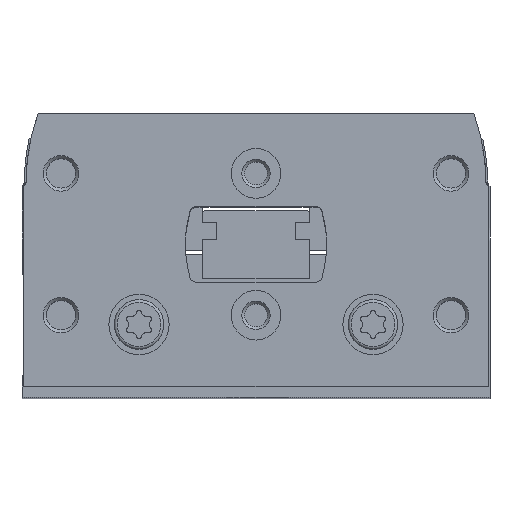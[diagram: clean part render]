
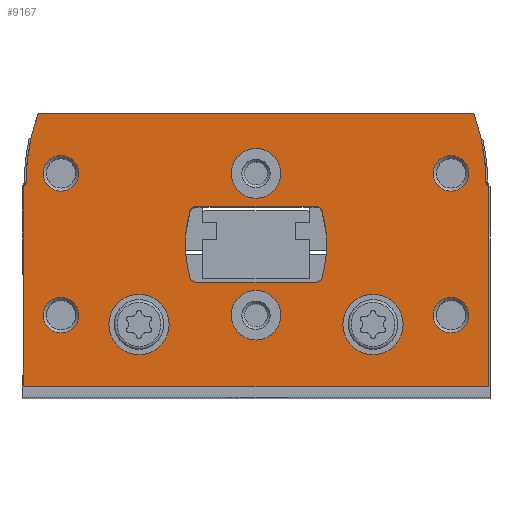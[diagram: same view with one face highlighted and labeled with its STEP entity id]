
A CAD part, top view. The second image highlights one B-rep face of the part: STEP entity #9167.
In plain terms, the highlighted planar face has unit normal (0, 0, 1).
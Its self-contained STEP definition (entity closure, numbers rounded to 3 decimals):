
#429=LINE('',#14293,#947);
#434=LINE('',#14303,#952);
#452=LINE('',#14349,#970);
#458=LINE('',#14361,#976);
#472=LINE('',#14434,#990);
#474=LINE('',#14437,#992);
#475=LINE('',#14469,#993);
#476=LINE('',#14489,#994);
#947=VECTOR('',#11695,1000.);
#952=VECTOR('',#11702,1000.);
#970=VECTOR('',#11738,1000.);
#976=VECTOR('',#11748,1000.);
#990=VECTOR('',#11804,1000.);
#992=VECTOR('',#11808,1000.);
#993=VECTOR('',#11841,1000.);
#994=VECTOR('',#11862,1000.);
#1266=PLANE('',#9964);
#2467=ORIENTED_EDGE('',*,*,#4114,.F.);
#2468=ORIENTED_EDGE('',*,*,#4115,.F.);
#2469=ORIENTED_EDGE('',*,*,#4116,.T.);
#2470=ORIENTED_EDGE('',*,*,#4117,.T.);
#2471=ORIENTED_EDGE('',*,*,#4118,.T.);
#2472=ORIENTED_EDGE('',*,*,#4119,.T.);
#2473=ORIENTED_EDGE('',*,*,#4120,.T.);
#2474=ORIENTED_EDGE('',*,*,#4121,.T.);
#2475=ORIENTED_EDGE('',*,*,#4076,.F.);
#2476=ORIENTED_EDGE('',*,*,#4095,.F.);
#2477=ORIENTED_EDGE('',*,*,#4088,.F.);
#2478=ORIENTED_EDGE('',*,*,#4085,.F.);
#2479=ORIENTED_EDGE('',*,*,#4122,.F.);
#2480=ORIENTED_EDGE('',*,*,#4123,.F.);
#2481=ORIENTED_EDGE('',*,*,#4124,.F.);
#2482=ORIENTED_EDGE('',*,*,#4079,.F.);
#2483=ORIENTED_EDGE('',*,*,#4063,.T.);
#2484=ORIENTED_EDGE('',*,*,#4057,.T.);
#2485=ORIENTED_EDGE('',*,*,#4097,.T.);
#2486=ORIENTED_EDGE('',*,*,#4028,.T.);
#2487=ORIENTED_EDGE('',*,*,#4033,.T.);
#2488=ORIENTED_EDGE('',*,*,#4037,.T.);
#2489=ORIENTED_EDGE('',*,*,#4113,.T.);
#2490=ORIENTED_EDGE('',*,*,#4069,.T.);
#4028=EDGE_CURVE('',#4954,#4953,#429,.T.);
#4033=EDGE_CURVE('',#4953,#4957,#434,.T.);
#4037=EDGE_CURVE('',#4957,#4959,#5542,.T.);
#4057=EDGE_CURVE('',#4974,#4976,#452,.T.);
#4063=EDGE_CURVE('',#4980,#4974,#458,.T.);
#4069=EDGE_CURVE('',#4985,#4980,#5548,.T.);
#4076=EDGE_CURVE('',#4989,#4990,#5551,.T.);
#4079=EDGE_CURVE('',#4990,#4991,#5552,.T.);
#4085=EDGE_CURVE('',#4995,#4996,#5555,.T.);
#4088=EDGE_CURVE('',#4996,#4998,#5556,.T.);
#4095=EDGE_CURVE('',#4998,#4989,#472,.T.);
#4097=EDGE_CURVE('',#4976,#4954,#474,.T.);
#4113=EDGE_CURVE('',#4959,#4985,#475,.T.);
#4114=EDGE_CURVE('',#5018,#5018,#5576,.T.);
#4115=EDGE_CURVE('',#5019,#5019,#5577,.T.);
#4116=EDGE_CURVE('',#5020,#5020,#5578,.T.);
#4117=EDGE_CURVE('',#5021,#5021,#5579,.T.);
#4118=EDGE_CURVE('',#5022,#5022,#5580,.T.);
#4119=EDGE_CURVE('',#5023,#5023,#5581,.T.);
#4120=EDGE_CURVE('',#5024,#5024,#5582,.T.);
#4121=EDGE_CURVE('',#5025,#5025,#5583,.T.);
#4122=EDGE_CURVE('',#5026,#4995,#5584,.T.);
#4123=EDGE_CURVE('',#5027,#5026,#476,.T.);
#4124=EDGE_CURVE('',#4991,#5027,#5585,.T.);
#4953=VERTEX_POINT('',#14292);
#4954=VERTEX_POINT('',#14294);
#4957=VERTEX_POINT('',#14302);
#4959=VERTEX_POINT('',#14309);
#4974=VERTEX_POINT('',#14343);
#4976=VERTEX_POINT('',#14348);
#4980=VERTEX_POINT('',#14359);
#4985=VERTEX_POINT('',#14374);
#4989=VERTEX_POINT('',#14388);
#4990=VERTEX_POINT('',#14390);
#4991=VERTEX_POINT('',#14398);
#4995=VERTEX_POINT('',#14411);
#4996=VERTEX_POINT('',#14413);
#4998=VERTEX_POINT('',#14422);
#5018=VERTEX_POINT('',#14472);
#5019=VERTEX_POINT('',#14474);
#5020=VERTEX_POINT('',#14476);
#5021=VERTEX_POINT('',#14478);
#5022=VERTEX_POINT('',#14480);
#5023=VERTEX_POINT('',#14482);
#5024=VERTEX_POINT('',#14484);
#5025=VERTEX_POINT('',#14486);
#5026=VERTEX_POINT('',#14488);
#5027=VERTEX_POINT('',#14490);
#5542=CIRCLE('',#9917,30.);
#5548=CIRCLE('',#9929,30.);
#5551=CIRCLE('',#9933,1.);
#5552=CIRCLE('',#9935,16.);
#5555=CIRCLE('',#9939,16.);
#5556=CIRCLE('',#9941,1.);
#5576=CIRCLE('',#9965,4.25);
#5577=CIRCLE('',#9966,4.25);
#5578=CIRCLE('',#9967,3.5);
#5579=CIRCLE('',#9968,3.5);
#5580=CIRCLE('',#9969,2.5);
#5581=CIRCLE('',#9970,2.5);
#5582=CIRCLE('',#9971,2.5);
#5583=CIRCLE('',#9972,2.5);
#5584=CIRCLE('',#9973,1.);
#5585=CIRCLE('',#9974,1.);
#6159=EDGE_LOOP('',(#2467));
#6160=EDGE_LOOP('',(#2468));
#6161=EDGE_LOOP('',(#2469));
#6162=EDGE_LOOP('',(#2470));
#6163=EDGE_LOOP('',(#2471));
#6164=EDGE_LOOP('',(#2472));
#6165=EDGE_LOOP('',(#2473));
#6166=EDGE_LOOP('',(#2474));
#6167=EDGE_LOOP('',(#2475,#2476,#2477,#2478,#2479,#2480,#2481,#2482));
#6168=EDGE_LOOP('',(#2483,#2484,#2485,#2486,#2487,#2488,#2489,#2490));
#6911=FACE_BOUND('',#6159,.T.);
#6912=FACE_BOUND('',#6160,.T.);
#6913=FACE_BOUND('',#6161,.T.);
#6914=FACE_BOUND('',#6162,.T.);
#6915=FACE_BOUND('',#6163,.T.);
#6916=FACE_BOUND('',#6164,.T.);
#6917=FACE_BOUND('',#6165,.T.);
#6918=FACE_BOUND('',#6166,.T.);
#6919=FACE_BOUND('',#6167,.T.);
#6920=FACE_BOUND('',#6168,.T.);
#9167=ADVANCED_FACE('',(#6911,#6912,#6913,#6914,#6915,#6916,#6917,#6918,
#6919,#6920),#1266,.T.);
#9917=AXIS2_PLACEMENT_3D('',#14310,#11709,#11710);
#9929=AXIS2_PLACEMENT_3D('',#14373,#11759,#11760);
#9933=AXIS2_PLACEMENT_3D('',#14389,#11770,#11771);
#9935=AXIS2_PLACEMENT_3D('',#14397,#11775,#11776);
#9939=AXIS2_PLACEMENT_3D('',#14412,#11785,#11786);
#9941=AXIS2_PLACEMENT_3D('',#14421,#11790,#11791);
#9964=AXIS2_PLACEMENT_3D('',#14470,#11842,#11843);
#9965=AXIS2_PLACEMENT_3D('',#14471,#11844,#11845);
#9966=AXIS2_PLACEMENT_3D('',#14473,#11846,#11847);
#9967=AXIS2_PLACEMENT_3D('',#14475,#11848,#11849);
#9968=AXIS2_PLACEMENT_3D('',#14477,#11850,#11851);
#9969=AXIS2_PLACEMENT_3D('',#14479,#11852,#11853);
#9970=AXIS2_PLACEMENT_3D('',#14481,#11854,#11855);
#9971=AXIS2_PLACEMENT_3D('',#14483,#11856,#11857);
#9972=AXIS2_PLACEMENT_3D('',#14485,#11858,#11859);
#9973=AXIS2_PLACEMENT_3D('',#14487,#11860,#11861);
#9974=AXIS2_PLACEMENT_3D('',#14491,#11863,#11864);
#11695=DIRECTION('',(0.,1.,0.));
#11702=DIRECTION('',(-0.866,0.5,0.));
#11709=DIRECTION('',(0.,0.,1.));
#11710=DIRECTION('',(1.,0.,0.));
#11738=DIRECTION('',(0.,-1.,0.));
#11748=DIRECTION('',(-0.866,-0.5,0.));
#11759=DIRECTION('',(0.,0.,1.));
#11760=DIRECTION('',(1.,0.,0.));
#11770=DIRECTION('',(0.,0.,1.));
#11771=DIRECTION('',(1.,0.,0.));
#11775=DIRECTION('',(0.,0.,1.));
#11776=DIRECTION('',(1.,0.,0.));
#11785=DIRECTION('',(0.,0.,1.));
#11786=DIRECTION('',(1.,0.,0.));
#11790=DIRECTION('',(0.,0.,1.));
#11791=DIRECTION('',(1.,0.,0.));
#11804=DIRECTION('',(-1.,0.,0.));
#11808=DIRECTION('',(1.,0.,0.));
#11841=DIRECTION('',(-1.,0.,0.));
#11842=DIRECTION('',(0.,0.,1.));
#11843=DIRECTION('',(1.,0.,0.));
#11844=DIRECTION('',(0.,0.,1.));
#11845=DIRECTION('',(1.,0.,0.));
#11846=DIRECTION('',(0.,0.,1.));
#11847=DIRECTION('',(1.,0.,0.));
#11848=DIRECTION('',(0.,0.,-1.));
#11849=DIRECTION('',(-1.,0.,0.));
#11850=DIRECTION('',(0.,0.,-1.));
#11851=DIRECTION('',(-1.,0.,0.));
#11852=DIRECTION('',(0.,0.,-1.));
#11853=DIRECTION('',(-1.,0.,0.));
#11854=DIRECTION('',(0.,0.,-1.));
#11855=DIRECTION('',(-1.,0.,0.));
#11856=DIRECTION('',(0.,0.,-1.));
#11857=DIRECTION('',(-1.,0.,0.));
#11858=DIRECTION('',(0.,0.,-1.));
#11859=DIRECTION('',(-1.,0.,0.));
#11860=DIRECTION('',(0.,0.,1.));
#11861=DIRECTION('',(1.,0.,0.));
#11862=DIRECTION('',(1.,0.,0.));
#11863=DIRECTION('',(0.,0.,1.));
#11864=DIRECTION('',(1.,0.,0.));
#14292=CARTESIAN_POINT('',(32.75,28.327,0.));
#14293=CARTESIAN_POINT('',(32.75,0.,0.));
#14294=CARTESIAN_POINT('',(32.75,0.,0.));
#14302=CARTESIAN_POINT('',(32.45,28.5,0.));
#14303=CARTESIAN_POINT('',(32.75,28.327,0.));
#14309=CARTESIAN_POINT('',(30.734,38.5,0.));
#14310=CARTESIAN_POINT('',(2.45,28.5,0.));
#14343=CARTESIAN_POINT('',(-32.75,28.327,0.));
#14348=CARTESIAN_POINT('',(-32.75,0.,0.));
#14349=CARTESIAN_POINT('',(-32.75,28.327,0.));
#14359=CARTESIAN_POINT('',(-32.45,28.5,0.));
#14361=CARTESIAN_POINT('',(-32.45,28.5,0.));
#14373=CARTESIAN_POINT('',(-2.45,28.5,0.));
#14374=CARTESIAN_POINT('',(-30.734,38.5,0.));
#14388=CARTESIAN_POINT('',(-8.355,25.4,0.));
#14389=CARTESIAN_POINT('',(-8.355,24.4,0.));
#14390=CARTESIAN_POINT('',(-9.312,24.69,0.));
#14397=CARTESIAN_POINT('',(6.,20.05,0.));
#14398=CARTESIAN_POINT('',(-9.312,15.41,0.));
#14411=CARTESIAN_POINT('',(9.312,15.41,0.));
#14412=CARTESIAN_POINT('',(-6.,20.05,0.));
#14413=CARTESIAN_POINT('',(9.312,24.69,0.));
#14421=CARTESIAN_POINT('',(8.355,24.4,0.));
#14422=CARTESIAN_POINT('',(8.355,25.4,0.));
#14434=CARTESIAN_POINT('',(8.355,25.4,0.));
#14437=CARTESIAN_POINT('',(-32.75,0.,0.));
#14469=CARTESIAN_POINT('',(30.734,38.5,0.));
#14470=CARTESIAN_POINT('',(2.45,28.5,0.));
#14471=CARTESIAN_POINT('',(-16.5,8.75,0.));
#14472=CARTESIAN_POINT('',(-12.25,8.75,0.));
#14473=CARTESIAN_POINT('',(16.5,8.75,0.));
#14474=CARTESIAN_POINT('',(20.75,8.75,0.));
#14475=CARTESIAN_POINT('',(0.,10.05,0.));
#14476=CARTESIAN_POINT('',(-3.5,10.05,0.));
#14477=CARTESIAN_POINT('',(0.,30.05,0.));
#14478=CARTESIAN_POINT('',(-3.5,30.05,0.));
#14479=CARTESIAN_POINT('',(27.5,10.05,0.));
#14480=CARTESIAN_POINT('',(25.,10.05,0.));
#14481=CARTESIAN_POINT('',(-27.5,10.05,0.));
#14482=CARTESIAN_POINT('',(-30.,10.05,0.));
#14483=CARTESIAN_POINT('',(-27.5,30.05,0.));
#14484=CARTESIAN_POINT('',(-30.,30.05,0.));
#14485=CARTESIAN_POINT('',(27.5,30.05,0.));
#14486=CARTESIAN_POINT('',(25.,30.05,0.));
#14487=CARTESIAN_POINT('',(8.355,15.7,0.));
#14488=CARTESIAN_POINT('',(8.355,14.7,0.));
#14489=CARTESIAN_POINT('',(-8.355,14.7,0.));
#14490=CARTESIAN_POINT('',(-8.355,14.7,0.));
#14491=CARTESIAN_POINT('',(-8.355,15.7,0.));
